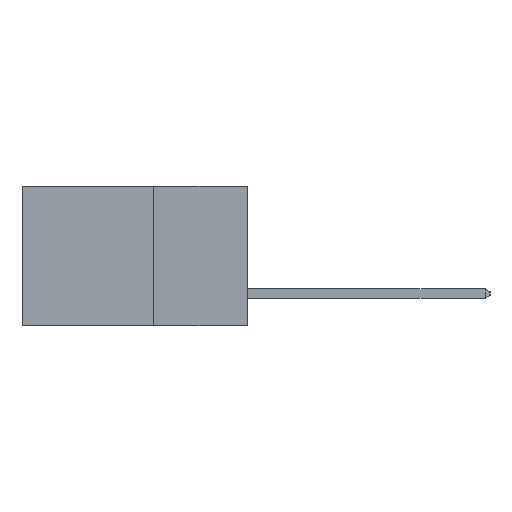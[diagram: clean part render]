
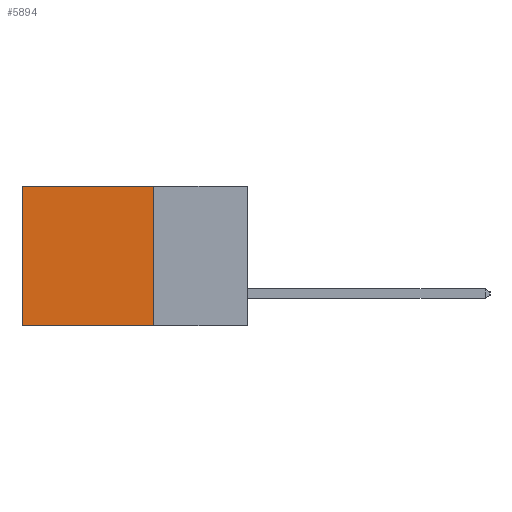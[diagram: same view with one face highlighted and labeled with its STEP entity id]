
A CAD part, left-side view. The second image highlights one B-rep face of the part: STEP entity #5894.
In plain terms, the highlighted planar face has unit normal (-1, 0, 0).
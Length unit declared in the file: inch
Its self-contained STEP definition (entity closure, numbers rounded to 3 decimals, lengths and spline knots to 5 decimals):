
#217 = VECTOR ( 'NONE', #5547, 39.37008 ) ;
#1206 = EDGE_CURVE ( 'NONE', #3430, #2941, #14914, .T. ) ;
#1876 = CARTESIAN_POINT ( 'NONE',  ( 0.298, 0.25, 0. ) ) ;
#2923 = VECTOR ( 'NONE', #4625, 39.37008 ) ;
#2941 = VERTEX_POINT ( 'NONE', #16765 ) ;
#3009 = CARTESIAN_POINT ( 'NONE',  ( 0.298, 0.25, 0. ) ) ;
#3430 = VERTEX_POINT ( 'NONE', #1876 ) ;
#4429 = ORIENTED_EDGE ( 'NONE', *, *, #7729, .T. ) ;
#4625 = DIRECTION ( 'NONE',  ( 0., 1., 0. ) ) ;
#4698 = LINE ( 'NONE', #19730, #217 ) ;
#5547 = DIRECTION ( 'NONE',  ( 0., 1., 0. ) ) ;
#5894 = ADVANCED_FACE ( 'NONE', ( #19250 ), #6341, .F. ) ;
#6341 = PLANE ( 'NONE',  #20702 ) ;
#7309 = DIRECTION ( 'NONE',  ( 0., 0., -1. ) ) ;
#7389 = EDGE_CURVE ( 'NONE', #17402, #20136, #10070, .T. ) ;
#7409 = VECTOR ( 'NONE', #7309, 39.37008 ) ;
#7729 = EDGE_CURVE ( 'NONE', #3430, #17402, #16759, .T. ) ;
#7974 = DIRECTION ( 'NONE',  ( 0., 0., -1. ) ) ;
#8676 = CARTESIAN_POINT ( 'NONE',  ( 0.298, 0.6, 0. ) ) ;
#9553 = CARTESIAN_POINT ( 'NONE',  ( 0.298, 0.6, -0.37 ) ) ;
#10070 = LINE ( 'NONE', #8676, #17479 ) ;
#11516 = ORIENTED_EDGE ( 'NONE', *, *, #7389, .T. ) ;
#11655 = EDGE_CURVE ( 'NONE', #2941, #20136, #4698, .T. ) ;
#14914 = LINE ( 'NONE', #17537, #7409 ) ;
#16759 = LINE ( 'NONE', #17378, #2923 ) ;
#16765 = CARTESIAN_POINT ( 'NONE',  ( 0.298, 0.25, -0.37 ) ) ;
#17378 = CARTESIAN_POINT ( 'NONE',  ( 0.298, 0.25, 0. ) ) ;
#17402 = VERTEX_POINT ( 'NONE', #18358 ) ;
#17446 = DIRECTION ( 'NONE',  ( 1., 0., 0. ) ) ;
#17479 = VECTOR ( 'NONE', #18133, 39.37008 ) ;
#17537 = CARTESIAN_POINT ( 'NONE',  ( 0.298, 0.25, 0. ) ) ;
#18133 = DIRECTION ( 'NONE',  ( 0., 0., -1. ) ) ;
#18358 = CARTESIAN_POINT ( 'NONE',  ( 0.298, 0.6, 0. ) ) ;
#19250 = FACE_OUTER_BOUND ( 'NONE', #20118, .T. ) ;
#19450 = ORIENTED_EDGE ( 'NONE', *, *, #11655, .F. ) ;
#19730 = CARTESIAN_POINT ( 'NONE',  ( 0.298, 0.25, -0.37 ) ) ;
#20118 = EDGE_LOOP ( 'NONE', ( #11516, #19450, #20265, #4429 ) ) ;
#20136 = VERTEX_POINT ( 'NONE', #9553 ) ;
#20265 = ORIENTED_EDGE ( 'NONE', *, *, #1206, .F. ) ;
#20702 = AXIS2_PLACEMENT_3D ( 'NONE', #3009, #17446, #7974 ) ;
